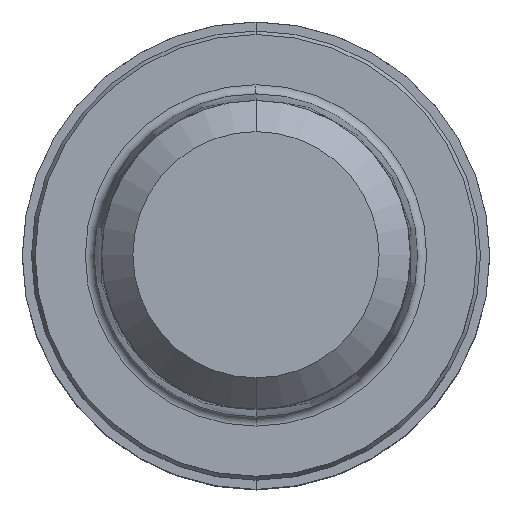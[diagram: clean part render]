
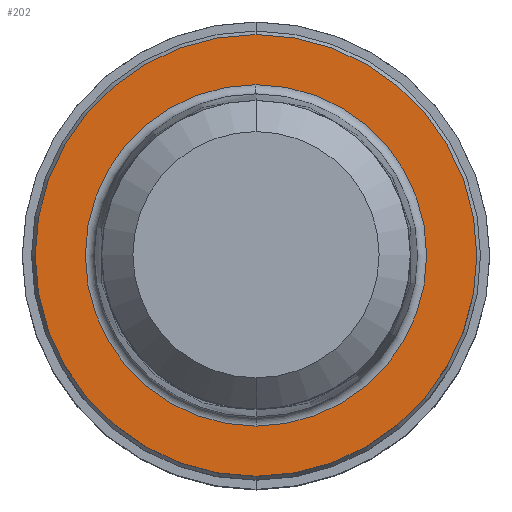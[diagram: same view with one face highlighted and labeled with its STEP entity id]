
A CAD part, top view. The second image highlights one B-rep face of the part: STEP entity #202.
In plain terms, the highlighted planar face has unit normal (0, 0, 1).
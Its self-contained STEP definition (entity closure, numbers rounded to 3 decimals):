
#180=VERTEX_POINT('',#486);
#202=ADVANCED_FACE('',(#509,#510),#511,.T.);
#218=EDGE_CURVE('',#384,#354,#527,.T.);
#290=VERTEX_POINT('',#607);
#348=EDGE_CURVE('',#180,#290,#673,.T.);
#354=VERTEX_POINT('',#680);
#384=VERTEX_POINT('',#713);
#408=EDGE_CURVE('',#290,#180,#742,.T.);
#414=EDGE_CURVE('',#354,#384,#748,.T.);
#486=CARTESIAN_POINT('',(0.0,9.275,0.01));
#509=FACE_OUTER_BOUND('',#854,.T.);
#510=FACE_BOUND('',#855,.T.);
#511=PLANE('',#856);
#527=CIRCLE('',#880,12.0);
#607=CARTESIAN_POINT('',(0.,-9.275,0.01));
#673=CIRCLE('',#1073,9.275);
#680=CARTESIAN_POINT('',(0.0,12.0,0.01));
#713=CARTESIAN_POINT('',(0.,-12.0,0.01));
#742=CIRCLE('',#1158,9.275);
#748=CIRCLE('',#1167,12.0);
#854=EDGE_LOOP('',(#1262,#1263));
#855=EDGE_LOOP('',(#1264,#1265));
#856=AXIS2_PLACEMENT_3D('',#1266,#1267,#1268);
#880=AXIS2_PLACEMENT_3D('',#1280,#1281,#1282);
#1073=AXIS2_PLACEMENT_3D('',#1464,#1465,#1466);
#1158=AXIS2_PLACEMENT_3D('',#1563,#1564,#1565);
#1167=AXIS2_PLACEMENT_3D('',#1572,#1573,#1574);
#1262=ORIENTED_EDGE('',*,*,#414,.F.);
#1263=ORIENTED_EDGE('',*,*,#218,.F.);
#1264=ORIENTED_EDGE('',*,*,#348,.T.);
#1265=ORIENTED_EDGE('',*,*,#408,.T.);
#1266=CARTESIAN_POINT('',(0.0,6.0,0.01));
#1267=DIRECTION('',(-0.0,0.0,1.0));
#1268=DIRECTION('',(0.0,-1.0,0.0));
#1280=CARTESIAN_POINT('',(0.0,0.0,0.01));
#1281=DIRECTION('',(0.0,0.0,-1.0));
#1282=DIRECTION('',(0.0,1.0,0.0));
#1464=CARTESIAN_POINT('',(0.0,0.0,0.01));
#1465=DIRECTION('',(0.0,0.0,-1.0));
#1466=DIRECTION('',(0.0,1.0,0.0));
#1563=CARTESIAN_POINT('',(0.0,0.0,0.01));
#1564=DIRECTION('',(0.0,0.0,-1.0));
#1565=DIRECTION('',(0.0,1.0,0.0));
#1572=CARTESIAN_POINT('',(0.0,0.0,0.01));
#1573=DIRECTION('',(0.0,0.0,-1.0));
#1574=DIRECTION('',(0.0,1.0,0.0));
